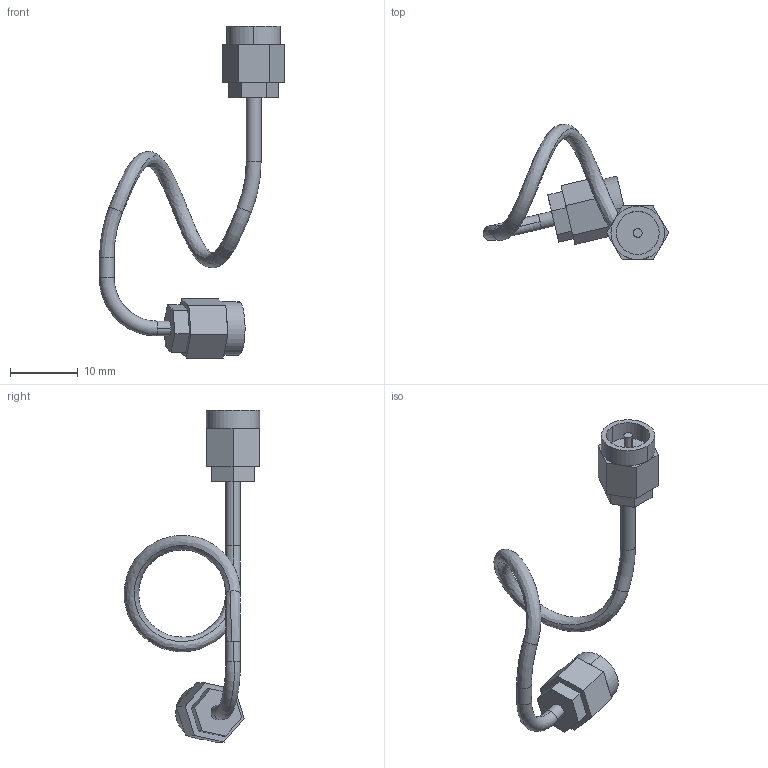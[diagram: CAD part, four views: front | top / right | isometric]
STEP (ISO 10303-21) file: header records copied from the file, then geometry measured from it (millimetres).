
FILE_DESCRIPTION (( 'STEP AP214' ), '1' );
FILE_NAME ('a1_4K-50K_SS_Coax_LeftLoop_angled_assembly.STEP', '2025-12-05T10:44:21', ( '' ), ( '' ), 'SwSTEP 2.0', 'SolidWorks 2018', '' );
FILE_SCHEMA (( 'AUTOMOTIVE_DESIGN' ));
Length unit declared in the file: millimetre
Products named in the file (3): a1_4K-50K_SS_Coax_LeftLoop_angled_assembly; a1_4K-50K_SS_Coax_LeftLoop_angled; SMAMaleConnector_CoaxCo_AX-219P-AT
Assembly tree (3 placements, depth 2):
  a1_4K-50K_SS_Coax_LeftLoop_angled_assembly
    a1_4K-50K_SS_Coax_LeftLoop_angled
    SMAMaleConnector_CoaxCo_AX-219P-AT  x2
Bounding box: 27.38 x 20.06 x 49.02 mm (x, y, z)
Volume: 1209.9 mm3; surface area: 1531.5 mm2
Topology: 3 solids, 3 shells, 64 faces, 144 edges, 94 vertices
Faces by surface type: plane 38, cylinder 18, torus 4, bspline 4
Entity records: 2426 total; most frequent: CARTESIAN_POINT 1402, DIRECTION 208, ORIENTED_EDGE 180, EDGE_CURVE 90, AXIS2_PLACEMENT_3D 80, VERTEX_POINT 58, VECTOR 48, LINE 48
